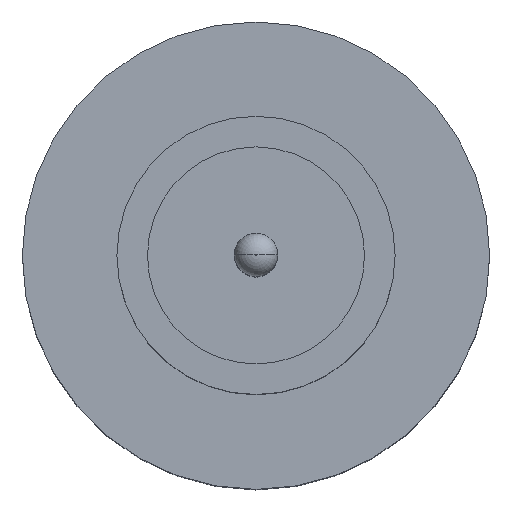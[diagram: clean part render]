
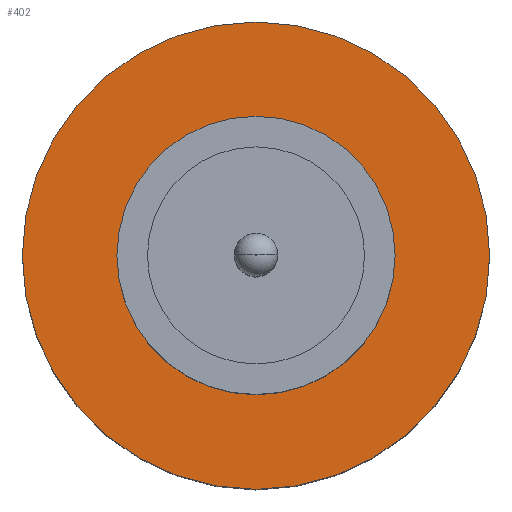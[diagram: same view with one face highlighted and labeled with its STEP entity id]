
A CAD part, top view. The second image highlights one B-rep face of the part: STEP entity #402.
In plain terms, the highlighted planar face has unit normal (0, 0, 1).
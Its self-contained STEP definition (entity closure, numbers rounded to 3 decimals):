
#5 = AXIS2_PLACEMENT_3D ( 'NONE', #365, #201, #753 ) ;
#34 = CARTESIAN_POINT ( 'NONE',  ( 0., 0., 1.55 ) ) ;
#42 = VERTEX_POINT ( 'NONE', #889 ) ;
#59 = CIRCLE ( 'NONE', #945, 1.25 ) ;
#65 = ORIENTED_EDGE ( 'NONE', *, *, #491, .T. ) ;
#95 = CARTESIAN_POINT ( 'NONE',  ( 1.25, 0., 1.55 ) ) ;
#101 = CIRCLE ( 'NONE', #614, 2.1 ) ;
#108 = DIRECTION ( 'NONE',  ( 0., 0., 1. ) ) ;
#133 = DIRECTION ( 'NONE',  ( 1., 0., 0. ) ) ;
#147 = DIRECTION ( 'NONE',  ( 0., 0., 1. ) ) ;
#148 = EDGE_CURVE ( 'NONE', #42, #513, #733, .T. ) ;
#150 = DIRECTION ( 'NONE',  ( 1., 0., 0. ) ) ;
#151 = CARTESIAN_POINT ( 'NONE',  ( -1.25, 0., 1.55 ) ) ;
#180 = EDGE_LOOP ( 'NONE', ( #651, #664 ) ) ;
#189 = EDGE_CURVE ( 'NONE', #483, #347, #982, .T. ) ;
#201 = DIRECTION ( 'NONE',  ( 0., 0., 1. ) ) ;
#211 = DIRECTION ( 'NONE',  ( 0., 0., 1. ) ) ;
#272 = CARTESIAN_POINT ( 'NONE',  ( 0., 0., 1.55 ) ) ;
#275 = DIRECTION ( 'NONE',  ( 0., 0., 1. ) ) ;
#304 = CARTESIAN_POINT ( 'NONE',  ( 0., 0., 1.55 ) ) ;
#347 = VERTEX_POINT ( 'NONE', #95 ) ;
#361 = CARTESIAN_POINT ( 'NONE',  ( 0., 0., 1.55 ) ) ;
#365 = CARTESIAN_POINT ( 'NONE',  ( 0., 0., 1.55 ) ) ;
#395 = FACE_BOUND ( 'NONE', #180, .T. ) ;
#402 = ADVANCED_FACE ( 'NONE', ( #395, #878 ), #505, .T. ) ;
#466 = DIRECTION ( 'NONE',  ( 1., 0., 0. ) ) ;
#483 = VERTEX_POINT ( 'NONE', #151 ) ;
#491 = EDGE_CURVE ( 'NONE', #513, #42, #101, .T. ) ;
#505 = PLANE ( 'NONE',  #691 ) ;
#513 = VERTEX_POINT ( 'NONE', #1001 ) ;
#543 = DIRECTION ( 'NONE',  ( 1., 0., 0. ) ) ;
#562 = AXIS2_PLACEMENT_3D ( 'NONE', #361, #211, #133 ) ;
#614 = AXIS2_PLACEMENT_3D ( 'NONE', #304, #147, #466 ) ;
#629 = EDGE_LOOP ( 'NONE', ( #65, #971 ) ) ;
#651 = ORIENTED_EDGE ( 'NONE', *, *, #829, .F. ) ;
#664 = ORIENTED_EDGE ( 'NONE', *, *, #189, .F. ) ;
#691 = AXIS2_PLACEMENT_3D ( 'NONE', #34, #108, #543 ) ;
#733 = CIRCLE ( 'NONE', #562, 2.1 ) ;
#753 = DIRECTION ( 'NONE',  ( 1., 0., 0. ) ) ;
#829 = EDGE_CURVE ( 'NONE', #347, #483, #59, .T. ) ;
#878 = FACE_OUTER_BOUND ( 'NONE', #629, .T. ) ;
#889 = CARTESIAN_POINT ( 'NONE',  ( 2.1, 0., 1.55 ) ) ;
#945 = AXIS2_PLACEMENT_3D ( 'NONE', #272, #275, #150 ) ;
#971 = ORIENTED_EDGE ( 'NONE', *, *, #148, .T. ) ;
#982 = CIRCLE ( 'NONE', #5, 1.25 ) ;
#1001 = CARTESIAN_POINT ( 'NONE',  ( -2.1, 0., 1.55 ) ) ;
